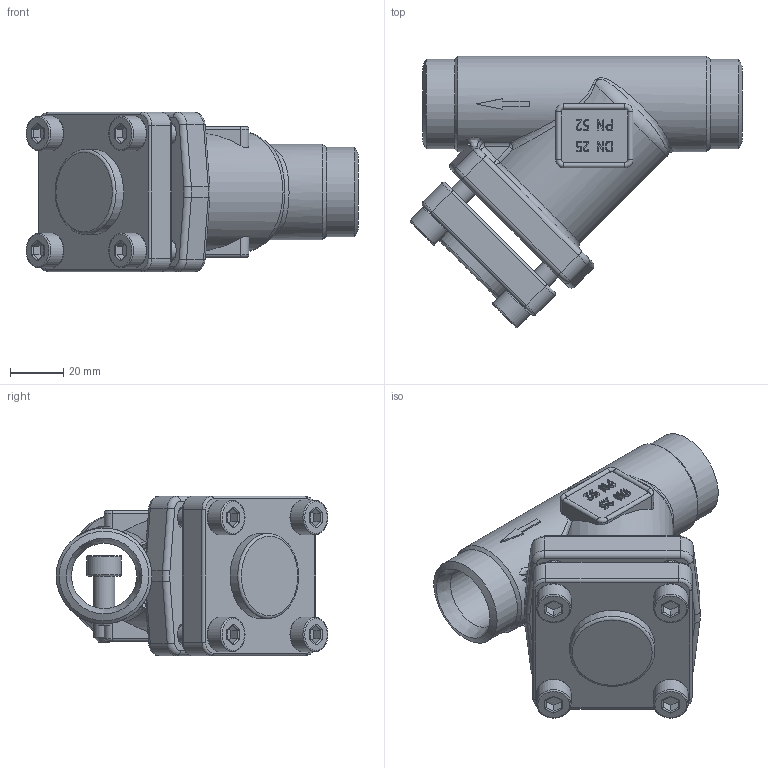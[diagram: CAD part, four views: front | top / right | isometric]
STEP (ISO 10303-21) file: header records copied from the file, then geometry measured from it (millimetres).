
FILE_DESCRIPTION(('TFLEX Exchange Step'),'2;1');
FILE_NAME('148B5025R.stp', '2024-09-04T12:09:19+03:00',('RUCO2978'),('Unknown organisation'),'TFLEX Exchange 2022.1','T-FLEX CAD','Unknown authorisation');
FILE_SCHEMA( ('AP242_MANAGED_MODEL_BASED_3D_ENGINEERING_MIM_LF {1 0 10303 442 1 1 4 }') );
Length unit declared in the file: millimetre
Products named in the file (4): Крышка CHV15-25:9; Крышка CHV15-25:8; Крышка CHV15-25; Корпус 25 D STR
Assembly tree (9 placements, depth 3):
  Корпус 25 D STR
    Крышка CHV15-25
      Крышка CHV15-25:9  x4
      Крышка CHV15-25:8  x4
Bounding box: 124.82 x 102.08 x 60 mm (x, y, z)
Volume: 200703.5 mm3; surface area: 57101.8 mm2
Topology: 12 solids, 13 shells, 550 faces, 1394 edges, 889 vertices
Faces by surface type: plane 239, cylinder 125, bspline 125, torus 38, cone 16, sphere 7
Full cylindrical faces by diameter (mm): 8 x13, 13 x5, 24.5 x1, 28 x1, 32 x1, 33.7 x2, 36 x1
Entity records: 20155 total; most frequent: CARTESIAN_POINT 9077, ORIENTED_EDGE 2398, DIRECTION 1893, EDGE_CURVE 1199, VERTEX_POINT 769, VECTOR 663, LINE 663, AXIS2_PLACEMENT_3D 615
